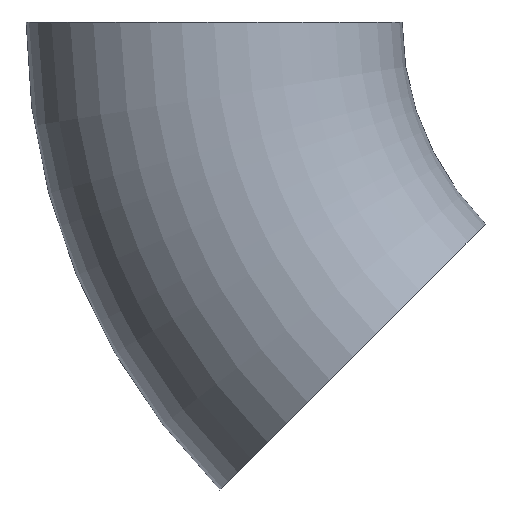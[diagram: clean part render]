
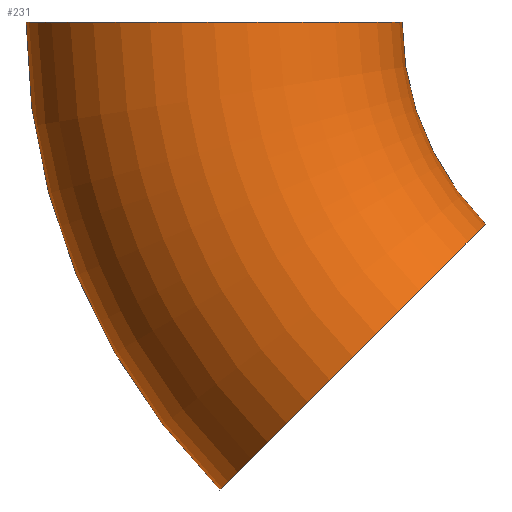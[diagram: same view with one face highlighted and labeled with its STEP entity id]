
A CAD part, front view. The second image highlights one B-rep face of the part: STEP entity #231.
In plain terms, the highlighted toroidal (fillet/blend) face has major radius 76 mm and minor radius 30.15 mm.
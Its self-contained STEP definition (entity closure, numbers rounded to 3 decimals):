
#4 = CARTESIAN_POINT ( 'NONE',  ( -106.15, 0., 0. ) ) ;
#9 = EDGE_CURVE ( 'NONE', #94, #234, #64, .T. ) ;
#10 = TOROIDAL_SURFACE ( 'NONE', #245, 76., 30.15 ) ;
#12 = AXIS2_PLACEMENT_3D ( 'NONE', #20, #131, #220 ) ;
#15 = EDGE_CURVE ( 'NONE', #211, #234, #24, .T. ) ;
#16 = DIRECTION ( 'NONE',  ( 0., 1., 0. ) ) ;
#20 = CARTESIAN_POINT ( 'NONE',  ( -76., 0., 0. ) ) ;
#21 = VERTEX_POINT ( 'NONE', #154 ) ;
#24 = CIRCLE ( 'NONE', #12, 30.15 ) ;
#25 = CARTESIAN_POINT ( 'NONE',  ( -45.85, 0., 0. ) ) ;
#26 = EDGE_CURVE ( 'NONE', #21, #94, #166, .T. ) ;
#34 = EDGE_CURVE ( 'NONE', #21, #211, #186, .T. ) ;
#40 = CARTESIAN_POINT ( 'NONE',  ( 0., 0., 0. ) ) ;
#56 = DIRECTION ( 'NONE',  ( 0., 0., 1. ) ) ;
#57 = DIRECTION ( 'NONE',  ( 0.707, 0., 0.707 ) ) ;
#58 = DIRECTION ( 'NONE',  ( 0., 0., 1. ) ) ;
#64 = CIRCLE ( 'NONE', #212, 45.85 ) ;
#76 = CARTESIAN_POINT ( 'NONE',  ( -32.421, 0., -32.421 ) ) ;
#79 = AXIS2_PLACEMENT_3D ( 'NONE', #40, #111, #58 ) ;
#84 = DIRECTION ( 'NONE',  ( 0., 1., 0. ) ) ;
#94 = VERTEX_POINT ( 'NONE', #76 ) ;
#106 = ORIENTED_EDGE ( 'NONE', *, *, #9, .T. ) ;
#111 = DIRECTION ( 'NONE',  ( 0., 1., 0. ) ) ;
#123 = EDGE_LOOP ( 'NONE', ( #196, #187, #106, #248 ) ) ;
#131 = DIRECTION ( 'NONE',  ( 0., 0., 1. ) ) ;
#133 = CARTESIAN_POINT ( 'NONE',  ( -53.74, 0., -53.74 ) ) ;
#151 = AXIS2_PLACEMENT_3D ( 'NONE', #133, #251, #57 ) ;
#154 = CARTESIAN_POINT ( 'NONE',  ( -75.059, 0., -75.059 ) ) ;
#166 = CIRCLE ( 'NONE', #151, 30.15 ) ;
#178 = CARTESIAN_POINT ( 'NONE',  ( 0., 0., 0. ) ) ;
#183 = DIRECTION ( 'NONE',  ( 0., 0., 1. ) ) ;
#186 = CIRCLE ( 'NONE', #79, 106.15 ) ;
#187 = ORIENTED_EDGE ( 'NONE', *, *, #26, .T. ) ;
#190 = CARTESIAN_POINT ( 'NONE',  ( 0., 0., 0. ) ) ;
#196 = ORIENTED_EDGE ( 'NONE', *, *, #34, .F. ) ;
#211 = VERTEX_POINT ( 'NONE', #4 ) ;
#212 = AXIS2_PLACEMENT_3D ( 'NONE', #190, #16, #56 ) ;
#220 = DIRECTION ( 'NONE',  ( 1., 0., 0. ) ) ;
#226 = FACE_OUTER_BOUND ( 'NONE', #123, .T. ) ;
#231 = ADVANCED_FACE ( 'NONE', ( #226 ), #10, .T. ) ;
#234 = VERTEX_POINT ( 'NONE', #25 ) ;
#245 = AXIS2_PLACEMENT_3D ( 'NONE', #178, #84, #183 ) ;
#248 = ORIENTED_EDGE ( 'NONE', *, *, #15, .F. ) ;
#251 = DIRECTION ( 'NONE',  ( -0.707, 0., 0.707 ) ) ;
